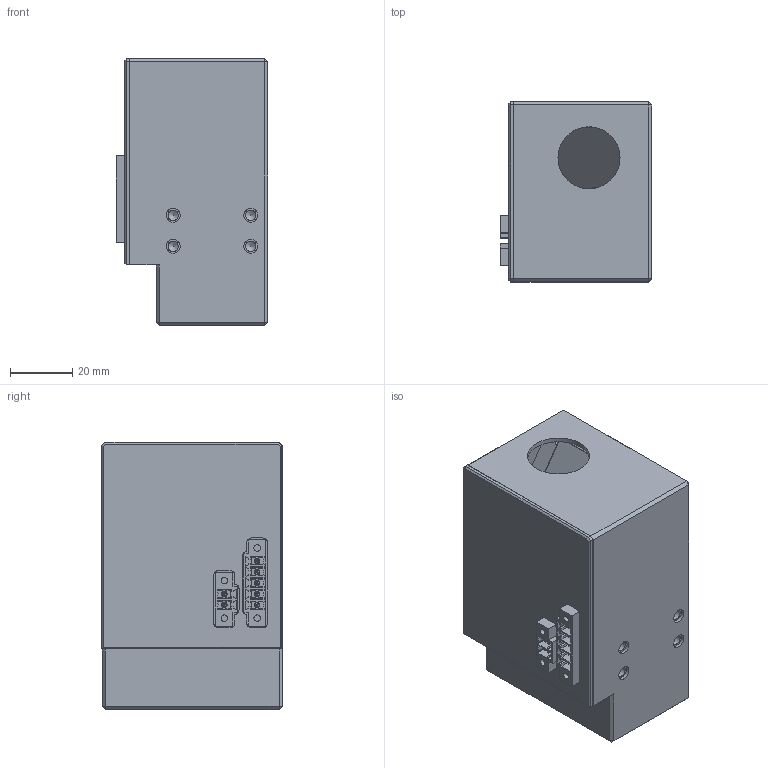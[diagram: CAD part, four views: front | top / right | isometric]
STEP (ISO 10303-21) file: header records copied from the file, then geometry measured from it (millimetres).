
FILE_DESCRIPTION(/* description */ (''),/* implementation_level */ '2;1');
FILE_NAME(/* name */ 'LPA-Av2.1.step',/* time_stamp */ '2023-03-27T16:11:31+03:00',/* author */ (''),/* organization */ (''),/* preprocessor_version */ 'ST-DEVELOPER v19.2',/* originating_system */ 'Autodesk Translation Framework v11.17.0.187',/* authorisation */ '');
FILE_SCHEMA (('AUTOMOTIVE_DESIGN { 1 0 10303 214 3 1 1 }'));
Length unit declared in the file: millimetre
Products named in the file (12): LPA-Av2.1; Cover; 40x20x5 Polariser v1; Controller; 691323100002; COMPOUND; 691323100005; COMPOUND (1); JST_XH_B4B-XH-A_1x04_P2.50mm_Vertical; SOLID; COMPOUND (2); Body
Assembly tree (11 placements, depth 4):
  LPA-Av2.1
    Cover
    40x20x5 Polariser v1
    Controller
      691323100002
        COMPOUND
      691323100005
        COMPOUND (1)
      JST_XH_B4B-XH-A_1x04_P2.50mm_Vertical
        SOLID
      COMPOUND (2)
    Body
Bounding box: 48.88 x 58.09 x 86.03 mm (x, y, z)
Volume: 156346.5 mm3; surface area: 60743.9 mm2
Topology: 18 solids, 30 shells, 1013 faces, 2610 edges, 1675 vertices
Faces by surface type: plane 795, cylinder 186, torus 16, cone 16
Full cylindrical faces by diameter (mm): 0.6 x3, 1.1 x4, 1.271 x6, 1.5 x7, 1.567 x1, 1.6 x3, 1.8 x11, 2 x2, 2.121 x8, 3.332 x4, 4.5 x4, 5.035 x2, 6.5 x2, 16 x1, 18 x1, 19 x2, 20 x1, 32 x1
Entity records: 32409 total; most frequent: CARTESIAN_POINT 6385, ORIENTED_EDGE 5196, DIRECTION 5035, EDGE_CURVE 2598, LINE 2097, VECTOR 2097, VERTEX_POINT 1675, AXIS2_PLACEMENT_3D 1469
